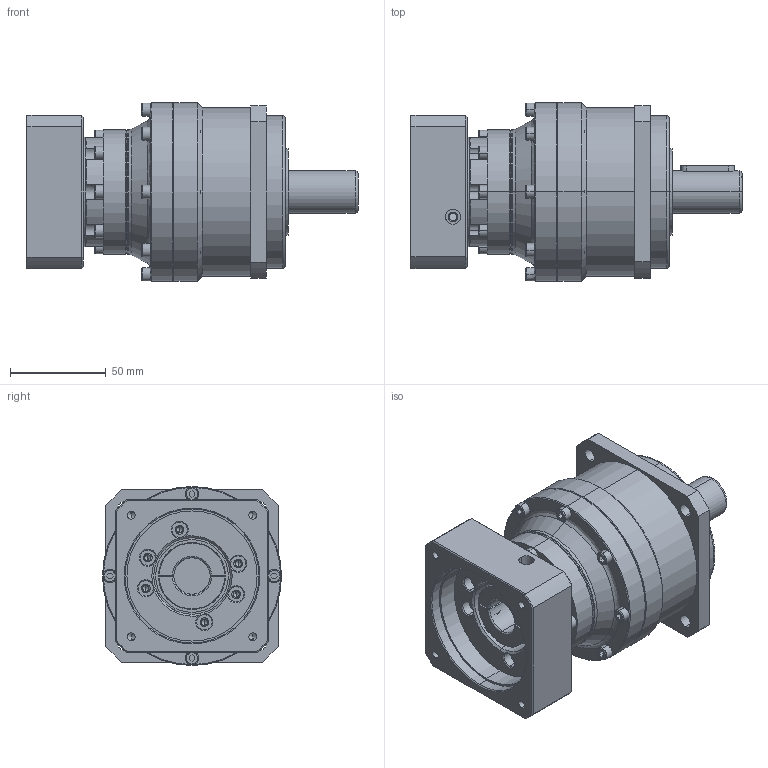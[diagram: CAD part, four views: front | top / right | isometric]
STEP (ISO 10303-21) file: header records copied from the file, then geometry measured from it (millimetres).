
FILE_DESCRIPTION (( 'STEP AP214' ), '1' );
FILE_NAME ('PB090-L2-19-70-90-M5-M6.STEP', '2022-02-12T09:21:38', ( 'admin' ), ( '' ), 'SwSTEP 2.0', 'SolidWorks 2013', '' );
FILE_SCHEMA (( 'AUTOMOTIVE_DESIGN' ));
Length unit declared in the file: millimetre
Products named in the file (4): PB060-70-90M5_X2_6CD55170_X0_; PB090-L2_X2_58F34F537AEF_X0_-19; PB090_X2_8F9351FA7AEF_X0_; PB090-L2-19-70-90-M5-M6
Assembly tree (3 placements, depth 2):
  PB090-L2-19-70-90-M5-M6
    PB090_X2_8F9351FA7AEF_X0_
    PB090-L2_X2_58F34F537AEF_X0_-19
    PB060-70-90M5_X2_6CD55170_X0_
Bounding box: 173.5 x 93.5 x 93.5 mm (x, y, z)
Volume: 688152.2 mm3; surface area: 99187.4 mm2
Topology: 3 solids, 3 shells, 599 faces, 1468 edges, 887 vertices
Faces by surface type: cylinder 219, plane 201, cone 136, bspline 43
Entity records: 25405 total; most frequent: CARTESIAN_POINT 4742, DIRECTION 3011, ORIENTED_EDGE 2828, EDGE_CURVE 1414, AXIS2_PLACEMENT_3D 1162, VERTEX_POINT 887, EDGE_LOOP 703, LINE 687
